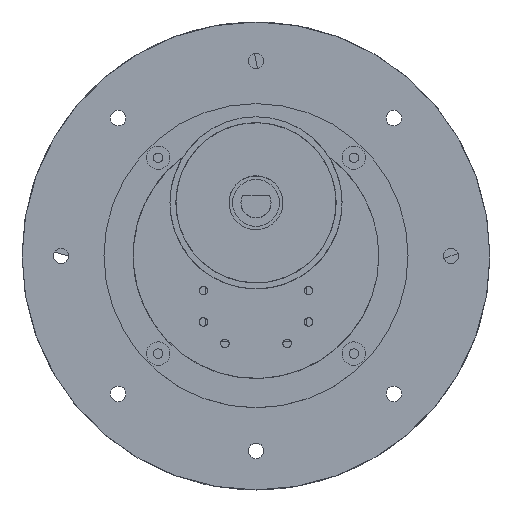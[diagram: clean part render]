
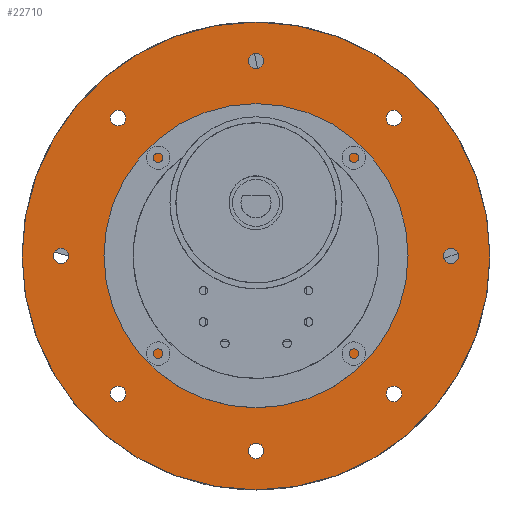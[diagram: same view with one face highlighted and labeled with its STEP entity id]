
A CAD part, top view. The second image highlights one B-rep face of the part: STEP entity #22710.
In plain terms, the highlighted planar face has unit normal (0, 0, 1).
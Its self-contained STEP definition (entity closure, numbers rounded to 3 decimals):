
#617=FACE_BOUND('',#6655,.T.);
#618=FACE_BOUND('',#6656,.T.);
#619=FACE_BOUND('',#6657,.T.);
#620=FACE_BOUND('',#6658,.T.);
#621=FACE_BOUND('',#6659,.T.);
#622=FACE_BOUND('',#6660,.T.);
#623=FACE_BOUND('',#6661,.T.);
#624=FACE_BOUND('',#6662,.T.);
#625=FACE_BOUND('',#6663,.T.);
#5385=FACE_OUTER_BOUND('',#6654,.T.);
#6654=EDGE_LOOP('',(#15325,#15326));
#6655=EDGE_LOOP('',(#15327));
#6656=EDGE_LOOP('',(#15328));
#6657=EDGE_LOOP('',(#15329));
#6658=EDGE_LOOP('',(#15330));
#6659=EDGE_LOOP('',(#15331));
#6660=EDGE_LOOP('',(#15332));
#6661=EDGE_LOOP('',(#15333));
#6662=EDGE_LOOP('',(#15334,#15335));
#6663=EDGE_LOOP('',(#15336,#15337));
#7982=CIRCLE('',#24000,2.);
#7983=CIRCLE('',#24001,2.);
#8030=CIRCLE('',#24064,31.5);
#8031=CIRCLE('',#24065,31.5);
#8098=CIRCLE('',#24192,60.);
#8099=CIRCLE('',#24193,60.);
#8101=CIRCLE('',#24196,2.);
#8104=CIRCLE('',#24200,2.);
#8107=CIRCLE('',#24204,2.);
#8109=CIRCLE('',#24207,2.);
#8110=CIRCLE('',#24209,2.);
#8112=CIRCLE('',#24212,2.);
#8113=CIRCLE('',#24214,2.);
#9047=VERTEX_POINT('',#33419);
#9048=VERTEX_POINT('',#33420);
#9103=VERTEX_POINT('',#33562);
#9104=VERTEX_POINT('',#33563);
#9196=VERTEX_POINT('',#33905);
#9197=VERTEX_POINT('',#33907);
#9198=VERTEX_POINT('',#33912);
#9200=VERTEX_POINT('',#33919);
#9202=VERTEX_POINT('',#33926);
#9203=VERTEX_POINT('',#33931);
#9204=VERTEX_POINT('',#33935);
#9205=VERTEX_POINT('',#33940);
#9206=VERTEX_POINT('',#33944);
#11346=EDGE_CURVE('',#9047,#9048,#7982,.T.);
#11348=EDGE_CURVE('',#9048,#9047,#7983,.T.);
#11417=EDGE_CURVE('',#9103,#9104,#8030,.T.);
#11418=EDGE_CURVE('',#9104,#9103,#8031,.T.);
#11568=EDGE_CURVE('',#9196,#9197,#8098,.T.);
#11569=EDGE_CURVE('',#9197,#9196,#8099,.T.);
#11572=EDGE_CURVE('',#9198,#9198,#8101,.T.);
#11576=EDGE_CURVE('',#9200,#9200,#8104,.T.);
#11580=EDGE_CURVE('',#9202,#9202,#8107,.T.);
#11583=EDGE_CURVE('',#9203,#9203,#8109,.T.);
#11585=EDGE_CURVE('',#9204,#9204,#8110,.T.);
#11588=EDGE_CURVE('',#9205,#9205,#8112,.T.);
#11590=EDGE_CURVE('',#9206,#9206,#8113,.T.);
#15325=ORIENTED_EDGE('',*,*,#11569,.F.);
#15326=ORIENTED_EDGE('',*,*,#11568,.F.);
#15327=ORIENTED_EDGE('',*,*,#11590,.F.);
#15328=ORIENTED_EDGE('',*,*,#11588,.F.);
#15329=ORIENTED_EDGE('',*,*,#11585,.F.);
#15330=ORIENTED_EDGE('',*,*,#11583,.F.);
#15331=ORIENTED_EDGE('',*,*,#11580,.F.);
#15332=ORIENTED_EDGE('',*,*,#11576,.F.);
#15333=ORIENTED_EDGE('',*,*,#11572,.F.);
#15334=ORIENTED_EDGE('',*,*,#11346,.F.);
#15335=ORIENTED_EDGE('',*,*,#11348,.F.);
#15336=ORIENTED_EDGE('',*,*,#11417,.T.);
#15337=ORIENTED_EDGE('',*,*,#11418,.T.);
#21587=PLANE('',#24215);
#22710=ADVANCED_FACE('',(#5385,#617,#618,#619,#620,#621,#622,#623,#624,
#625),#21587,.F.);
#24000=AXIS2_PLACEMENT_3D('',#33421,#26505,#26506);
#24001=AXIS2_PLACEMENT_3D('',#33423,#26508,#26509);
#24064=AXIS2_PLACEMENT_3D('',#33564,#26656,#26657);
#24065=AXIS2_PLACEMENT_3D('',#33565,#26658,#26659);
#24192=AXIS2_PLACEMENT_3D('',#33908,#26987,#26988);
#24193=AXIS2_PLACEMENT_3D('',#33909,#26989,#26990);
#24196=AXIS2_PLACEMENT_3D('',#33914,#26996,#26997);
#24200=AXIS2_PLACEMENT_3D('',#33921,#27005,#27006);
#24204=AXIS2_PLACEMENT_3D('',#33928,#27014,#27015);
#24207=AXIS2_PLACEMENT_3D('',#33933,#27021,#27022);
#24209=AXIS2_PLACEMENT_3D('',#33937,#27026,#27027);
#24212=AXIS2_PLACEMENT_3D('',#33942,#27033,#27034);
#24214=AXIS2_PLACEMENT_3D('',#33946,#27038,#27039);
#24215=AXIS2_PLACEMENT_3D('',#33947,#27040,#27041);
#26505=DIRECTION('center_axis',(0.,0.,
1.));
#26506=DIRECTION('ref_axis',(1.,0.,0.));
#26508=DIRECTION('center_axis',(0.,0.,
1.));
#26509=DIRECTION('ref_axis',(1.,0.,0.));
#26656=DIRECTION('center_axis',(0.,0.,
-1.));
#26657=DIRECTION('ref_axis',(1.,0.,0.));
#26658=DIRECTION('center_axis',(0.,0.,
-1.));
#26659=DIRECTION('ref_axis',(1.,0.,0.));
#26987=DIRECTION('center_axis',(0.,0.,
-1.));
#26988=DIRECTION('ref_axis',(-1.,0.,0.));
#26989=DIRECTION('center_axis',(0.,0.,
-1.));
#26990=DIRECTION('ref_axis',(-1.,0.,0.));
#26996=DIRECTION('center_axis',(0.,0.,
1.));
#26997=DIRECTION('ref_axis',(1.,0.,0.));
#27005=DIRECTION('center_axis',(0.,0.,
1.));
#27006=DIRECTION('ref_axis',(1.,0.,0.));
#27014=DIRECTION('center_axis',(0.,0.,
1.));
#27015=DIRECTION('ref_axis',(1.,0.,0.));
#27021=DIRECTION('center_axis',(0.,0.,
1.));
#27022=DIRECTION('ref_axis',(1.,0.,0.));
#27026=DIRECTION('center_axis',(0.,0.,
1.));
#27027=DIRECTION('ref_axis',(1.,0.,0.));
#27033=DIRECTION('center_axis',(0.,0.,
1.));
#27034=DIRECTION('ref_axis',(1.,0.,0.));
#27038=DIRECTION('center_axis',(0.,0.,
1.));
#27039=DIRECTION('ref_axis',(1.,0.,0.));
#27040=DIRECTION('center_axis',(0.,0.,
-1.));
#27041=DIRECTION('ref_axis',(-1.,0.,0.));
#33419=CARTESIAN_POINT('',(28.164,-14.952,30.93));
#33420=CARTESIAN_POINT('',(32.164,-14.952,30.93));
#33421=CARTESIAN_POINT('Origin',(30.164,-14.952,30.93));
#33423=CARTESIAN_POINT('Origin',(30.164,-14.952,30.93));
#33562=CARTESIAN_POINT('',(26.308,20.402,30.93));
#33563=CARTESIAN_POINT('',(-36.692,20.402,30.93));
#33564=CARTESIAN_POINT('Origin',(-5.192,20.402,30.93));
#33565=CARTESIAN_POINT('Origin',(-5.192,20.402,30.93));
#33905=CARTESIAN_POINT('',(54.808,20.402,30.93));
#33907=CARTESIAN_POINT('',(-65.192,20.402,30.93));
#33908=CARTESIAN_POINT('Origin',(-5.192,20.402,30.93));
#33909=CARTESIAN_POINT('Origin',(-5.192,20.402,30.93));
#33912=CARTESIAN_POINT('',(28.162,55.758,30.93));
#33914=CARTESIAN_POINT('Origin',(30.162,55.758,30.93));
#33919=CARTESIAN_POINT('',(42.808,20.402,30.93));
#33921=CARTESIAN_POINT('Origin',(44.808,20.402,30.93));
#33926=CARTESIAN_POINT('',(-7.192,70.402,30.93));
#33928=CARTESIAN_POINT('Origin',(-5.192,70.402,30.93));
#33931=CARTESIAN_POINT('',(-7.192,-29.598,30.93));
#33933=CARTESIAN_POINT('Origin',(-5.192,-29.598,30.93));
#33935=CARTESIAN_POINT('',(-42.548,55.757,30.93));
#33937=CARTESIAN_POINT('Origin',(-40.548,55.757,30.93));
#33940=CARTESIAN_POINT('',(-42.548,-14.953,30.93));
#33942=CARTESIAN_POINT('Origin',(-40.548,-14.953,30.93));
#33944=CARTESIAN_POINT('',(-57.192,20.402,30.93));
#33946=CARTESIAN_POINT('Origin',(-55.192,20.402,30.93));
#33947=CARTESIAN_POINT('Origin',(-5.192,20.402,30.93));
